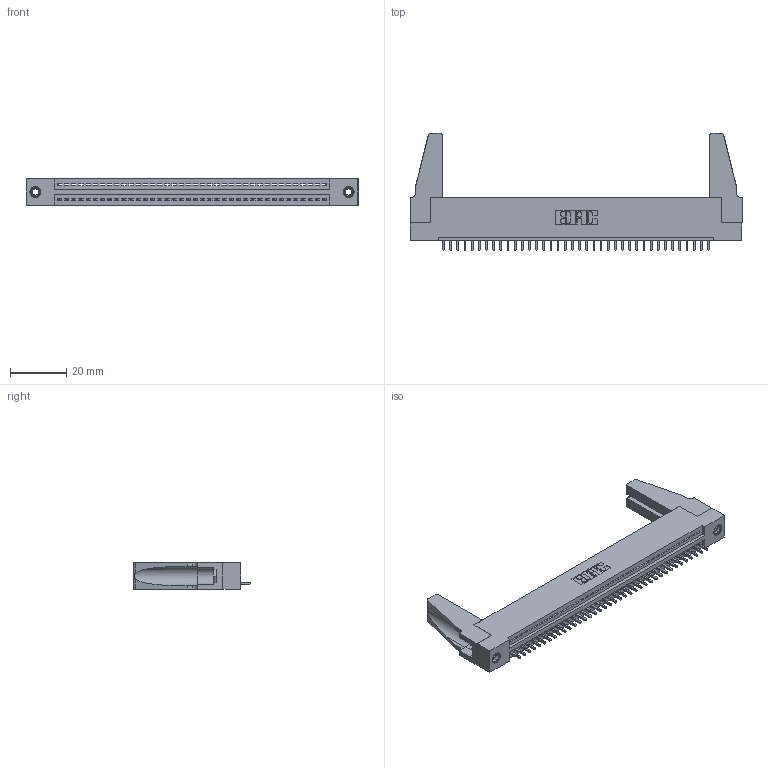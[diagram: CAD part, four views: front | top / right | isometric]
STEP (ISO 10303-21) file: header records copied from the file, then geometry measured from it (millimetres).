
FILE_DESCRIPTION (( 'STEP AP203' ), '1' );
FILE_NAME ('345-038-521-188.STEP', '2019-10-08T03:07:38', ( '' ), ( '' ), 'SwSTEP 2.0', 'SolidWorks 2016', '' );
FILE_SCHEMA (( 'CONFIG_CONTROL_DESIGN' ));
Length unit declared in the file: inch
Products named in the file (5): 345-220-078_345-220-088; 345 Part_Flush Mounting Lugs - 0.156 Dia-TH; 345-250-001_345-250-001-102; 345-038-521-188; 345-292-001_345-293-121
Assembly tree (43 placements, depth 2):
  345-038-521-188
    345 Part_Flush Mounting Lugs - 0.156 Dia-TH
    345-292-001_345-293-121  x38
    345-250-001_345-250-001-102  x2
    345-220-078_345-220-088  x2
Bounding box: 117.75 x 41.58 x 9.4 mm (x, y, z)
Volume: 14296.1 mm3; surface area: 17327.9 mm2
Topology: 43 solids, 43 shells, 2454 faces, 7343 edges, 4834 vertices
Faces by surface type: plane 1672, cylinder 766, cone 12, torus 4
Entity records: 31304 total; most frequent: CARTESIAN_POINT 5412, ORIENTED_EDGE 5344, DIRECTION 4740, EDGE_CURVE 2672, VECTOR 2346, LINE 2346, VERTEX_POINT 1774, AXIS2_PLACEMENT_3D 1197
